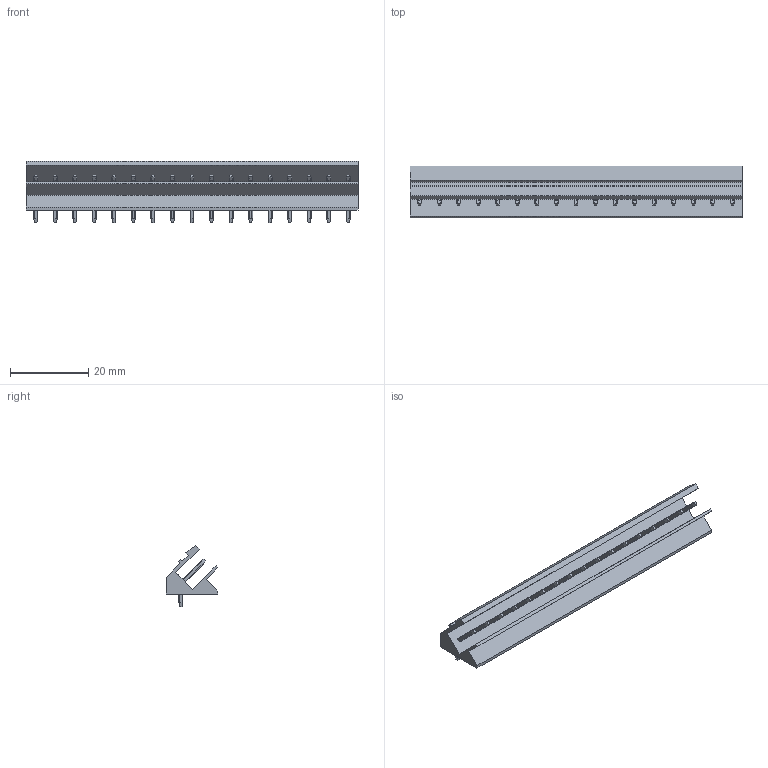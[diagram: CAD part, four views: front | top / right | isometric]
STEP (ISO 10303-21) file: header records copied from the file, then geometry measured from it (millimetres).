
FILE_DESCRIPTION(('CATIA V5 STEP Exchange','CAx-IF Rec.Pracs.--- Model Styling and Organization---1.2---2011-12-15'),'2;1');
FILE_NAME ('D1453859_0_1630400000_1630400000.stp','2018-10-13T03:53:41+00:00',('none'),('Weidmueller'),'CATIA Version 5-6 Release 2014','CATIA V5 STEP AP214','none');
FILE_SCHEMA(('AUTOMOTIVE_DESIGN { 1 0 10303 214 1 1 1 1 }'));
Length unit declared in the file: millimetre
Products named in the file (1): 1630400000
Bounding box: 85 x 13.3 x 15.63 mm (x, y, z)
Volume: 5070.7 mm3; surface area: 6759.7 mm2
Topology: 18 solids, 18 shells, 668 faces, 1760 edges, 1128 vertices
Faces by surface type: plane 394, cylinder 274
Entity records: 24233 total; most frequent: CARTESIAN_POINT 9272, ORIENTED_EDGE 3520, DIRECTION 2208, EDGE_CURVE 1754, VECTOR 1210, LINE 1210, VERTEX_POINT 1120, EDGE_LOOP 702
